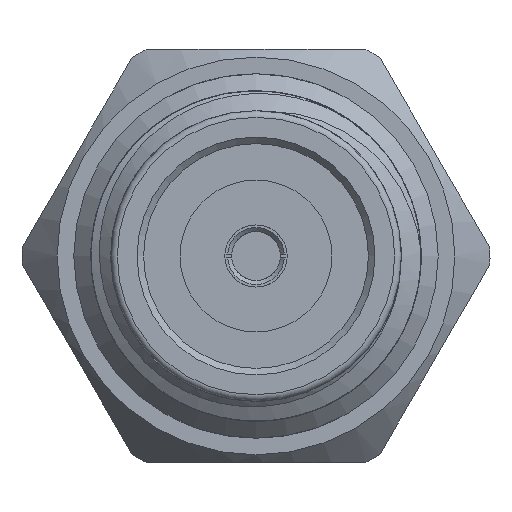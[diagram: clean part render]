
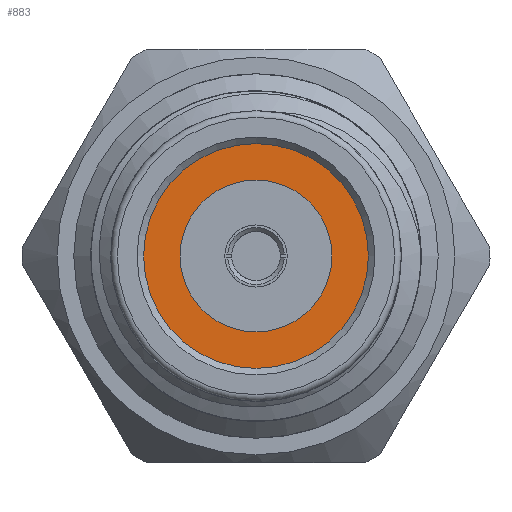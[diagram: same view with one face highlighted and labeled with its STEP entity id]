
A CAD part, left-side view. The second image highlights one B-rep face of the part: STEP entity #883.
In plain terms, the highlighted planar face has unit normal (-1, 0, 0).
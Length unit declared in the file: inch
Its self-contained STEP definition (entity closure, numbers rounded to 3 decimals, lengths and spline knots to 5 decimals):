
#46 = AXIS2_PLACEMENT_3D ( 'NONE', #3472, #2100, #2456 ) ;
#98 = DIRECTION ( 'NONE',  ( -1., 0., 0. ) ) ;
#100 = VERTEX_POINT ( 'NONE', #1425 ) ;
#592 = AXIS2_PLACEMENT_3D ( 'NONE', #2020, #98, #769 ) ;
#675 = EDGE_LOOP ( 'NONE', ( #3557 ) ) ;
#769 = DIRECTION ( 'NONE',  ( 0., 0., 1. ) ) ;
#883 = ADVANCED_FACE ( 'NONE', ( #3156, #3449 ), #1495, .T. ) ;
#990 = VERTEX_POINT ( 'NONE', #2993 ) ;
#1085 = CIRCLE ( 'NONE', #592, 0.085 ) ;
#1283 = CIRCLE ( 'NONE', #2603, 0.05748 ) ;
#1425 = CARTESIAN_POINT ( 'NONE',  ( 0.075, 0., 0.085 ) ) ;
#1495 = PLANE ( 'NONE',  #46 ) ;
#2020 = CARTESIAN_POINT ( 'NONE',  ( 0.075, 0., 0. ) ) ;
#2100 = DIRECTION ( 'NONE',  ( -1., 0., 0. ) ) ;
#2251 = DIRECTION ( 'NONE',  ( 0., 0., 1. ) ) ;
#2272 = DIRECTION ( 'NONE',  ( -1., 0., 0. ) ) ;
#2310 = EDGE_CURVE ( 'NONE', #100, #100, #1085, .T. ) ;
#2456 = DIRECTION ( 'NONE',  ( 0., 0., 1. ) ) ;
#2603 = AXIS2_PLACEMENT_3D ( 'NONE', #2881, #2272, #2251 ) ;
#2881 = CARTESIAN_POINT ( 'NONE',  ( 0.075, 0., 0. ) ) ;
#2993 = CARTESIAN_POINT ( 'NONE',  ( 0.075, 0., 0.05748 ) ) ;
#3123 = EDGE_LOOP ( 'NONE', ( #3364 ) ) ;
#3156 = FACE_BOUND ( 'NONE', #3123, .T. ) ;
#3364 = ORIENTED_EDGE ( 'NONE', *, *, #4253, .F. ) ;
#3449 = FACE_OUTER_BOUND ( 'NONE', #675, .T. ) ;
#3472 = CARTESIAN_POINT ( 'NONE',  ( 0.075, 0., 0. ) ) ;
#3557 = ORIENTED_EDGE ( 'NONE', *, *, #2310, .T. ) ;
#4253 = EDGE_CURVE ( 'NONE', #990, #990, #1283, .T. ) ;
